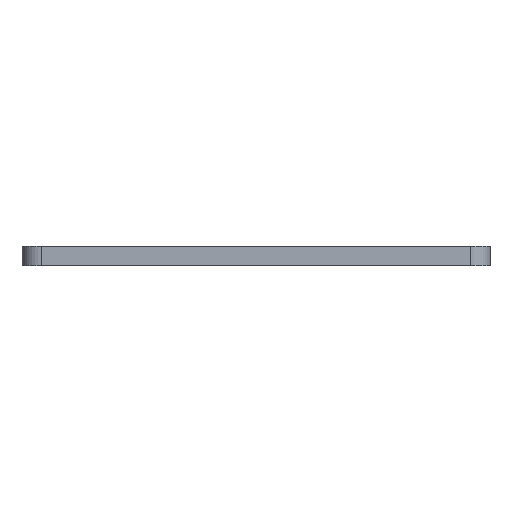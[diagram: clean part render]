
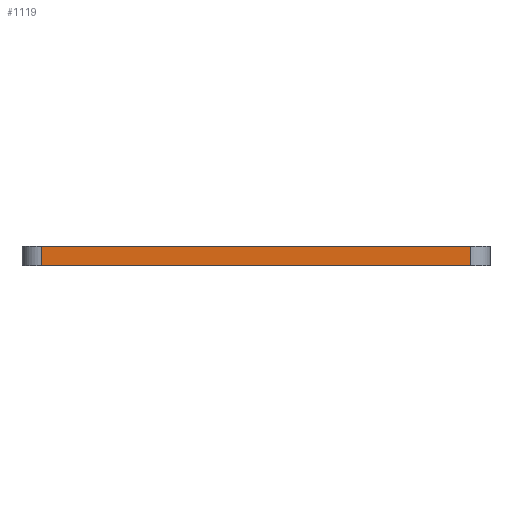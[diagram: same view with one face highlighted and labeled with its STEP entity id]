
A CAD part, front view. The second image highlights one B-rep face of the part: STEP entity #1119.
In plain terms, the highlighted planar face has unit normal (0, -1, 0).
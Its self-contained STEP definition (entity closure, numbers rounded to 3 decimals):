
#60=PLANE('',#1242);
#111=FACE_OUTER_BOUND('',#166,.T.);
#166=EDGE_LOOP('',(#902,#903,#904,#905));
#283=LINE('',#1861,#380);
#284=LINE('',#1864,#381);
#285=LINE('',#1866,#382);
#286=LINE('',#1867,#383);
#380=VECTOR('',#1537,10.);
#381=VECTOR('',#1540,10.);
#382=VECTOR('',#1541,10.);
#383=VECTOR('',#1542,10.);
#549=VERTEX_POINT('',#1857);
#550=VERTEX_POINT('',#1859);
#551=VERTEX_POINT('',#1863);
#552=VERTEX_POINT('',#1865);
#699=EDGE_CURVE('',#549,#550,#283,.T.);
#700=EDGE_CURVE('',#551,#549,#284,.T.);
#701=EDGE_CURVE('',#552,#550,#285,.T.);
#702=EDGE_CURVE('',#551,#552,#286,.T.);
#902=ORIENTED_EDGE('',*,*,#700,.T.);
#903=ORIENTED_EDGE('',*,*,#699,.T.);
#904=ORIENTED_EDGE('',*,*,#701,.F.);
#905=ORIENTED_EDGE('',*,*,#702,.F.);
#1119=ADVANCED_FACE('',(#111),#60,.T.);
#1242=AXIS2_PLACEMENT_3D('',#1862,#1538,#1539);
#1537=DIRECTION('',(0.,0.,1.));
#1538=DIRECTION('center_axis',(0.,-1.,0.));
#1539=DIRECTION('ref_axis',(1.,0.,0.));
#1540=DIRECTION('',(1.,0.,0.));
#1541=DIRECTION('',(1.,0.,0.));
#1542=DIRECTION('',(0.,0.,1.));
#1857=CARTESIAN_POINT('',(115.,-4.356,0.));
#1859=CARTESIAN_POINT('',(115.,-4.356,5.));
#1861=CARTESIAN_POINT('',(115.,-4.356,0.));
#1862=CARTESIAN_POINT('Origin',(5.,-4.356,0.));
#1863=CARTESIAN_POINT('',(5.,-4.356,0.));
#1864=CARTESIAN_POINT('',(5.,-4.356,0.));
#1865=CARTESIAN_POINT('',(5.,-4.356,5.));
#1866=CARTESIAN_POINT('',(5.,-4.356,5.));
#1867=CARTESIAN_POINT('',(5.,-4.356,0.));
